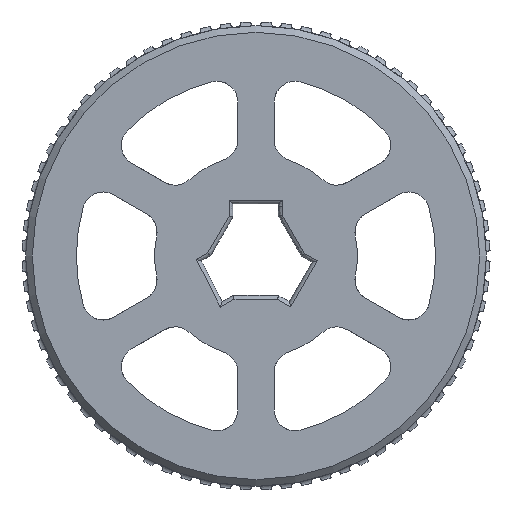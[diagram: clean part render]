
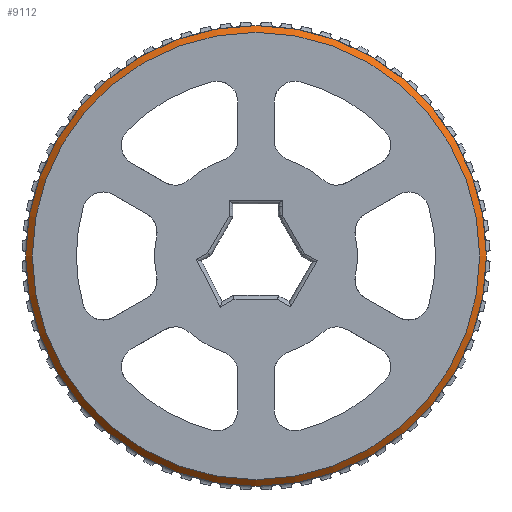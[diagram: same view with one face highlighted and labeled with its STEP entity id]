
A CAD part, front view. The second image highlights one B-rep face of the part: STEP entity #9112.
In plain terms, the highlighted conical face has half-angle 45 degrees and reference radius 9.005 mm.
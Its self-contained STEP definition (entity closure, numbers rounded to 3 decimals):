
#1075=CARTESIAN_POINT('',(0.,22.171,19.587));
#1076=VERTEX_POINT('',#1075);
#1077=CARTESIAN_POINT('',(0.,22.171,10.982));
#1078=DIRECTION('',(-0.,-1.,-0.));
#1079=DIRECTION('',(0.,-0.,1.));
#1080=AXIS2_PLACEMENT_3D('',#1077,#1078,#1079);
#1081=CIRCLE('',#1080,8.605);
#1082=EDGE_CURVE('',#1076,#1076,#1081,.T.);
#7296=CARTESIAN_POINT('',(0.,22.43,2.118));
#7297=VERTEX_POINT('',#7296);
#9060=CARTESIAN_POINT('',(-8.864,22.43,10.982));
#9061=VERTEX_POINT('',#9060);
#9069=CARTESIAN_POINT('',(0.,22.43,19.846));
#9070=VERTEX_POINT('',#9069);
#9071=CARTESIAN_POINT('',(0.,22.43,10.982));
#9072=DIRECTION('',(0.,1.,0.));
#9073=DIRECTION('',(0.,-0.,1.));
#9074=AXIS2_PLACEMENT_3D('',#9071,#9072,#9073);
#9075=CIRCLE('',#9074,8.864);
#9076=EDGE_CURVE('',#9061,#9070,#9075,.T.);
#9078=CARTESIAN_POINT('',(0.,22.43,10.982));
#9079=DIRECTION('',(0.,1.,0.));
#9080=DIRECTION('',(0.,-0.,1.));
#9081=AXIS2_PLACEMENT_3D('',#9078,#9079,#9080);
#9082=CIRCLE('',#9081,8.864);
#9083=EDGE_CURVE('',#9070,#7297,#9082,.T.);
#9088=CARTESIAN_POINT('',(0.,22.571,10.982));
#9089=DIRECTION('',(0.,1.,0.));
#9090=DIRECTION('',(0.,-0.,1.));
#9091=AXIS2_PLACEMENT_3D('',#9088,#9089,#9090);
#9092=CONICAL_SURFACE('',#9091,9.005,45.);
#9093=CARTESIAN_POINT('',(0.,22.43,19.846));
#9094=DIRECTION('',(-0.,-0.707,-0.707));
#9095=VECTOR('',#9094,0.366);
#9096=LINE('',#9093,#9095);
#9097=EDGE_CURVE('',#9070,#1076,#9096,.T.);
#9098=ORIENTED_EDGE('',*,*,#9097,.T.);
#9099=ORIENTED_EDGE('',*,*,#1082,.F.);
#9100=ORIENTED_EDGE('',*,*,#9097,.F.);
#9101=ORIENTED_EDGE('',*,*,#9076,.F.);
#9102=CARTESIAN_POINT('',(0.,22.43,10.982));
#9103=DIRECTION('',(0.,1.,0.));
#9104=DIRECTION('',(0.,-0.,1.));
#9105=AXIS2_PLACEMENT_3D('',#9102,#9103,#9104);
#9106=CIRCLE('',#9105,8.864);
#9107=EDGE_CURVE('',#7297,#9061,#9106,.T.);
#9108=ORIENTED_EDGE('',*,*,#9107,.F.);
#9109=ORIENTED_EDGE('',*,*,#9083,.F.);
#9110=EDGE_LOOP('',(#9098,#9099,#9100,#9101,#9108,#9109));
#9111=FACE_BOUND('',#9110,.T.);
#9112=ADVANCED_FACE('',(#9111),#9092,.T.);
